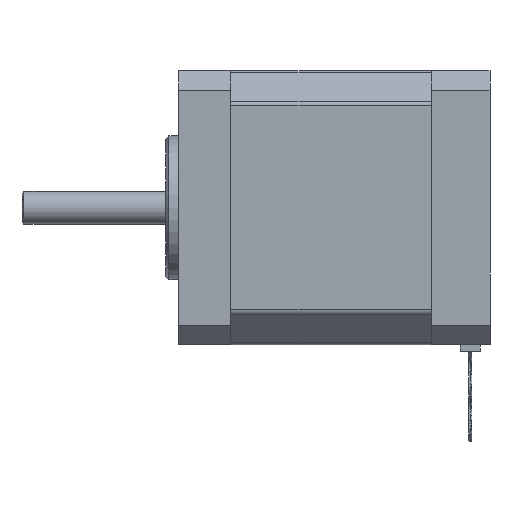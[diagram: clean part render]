
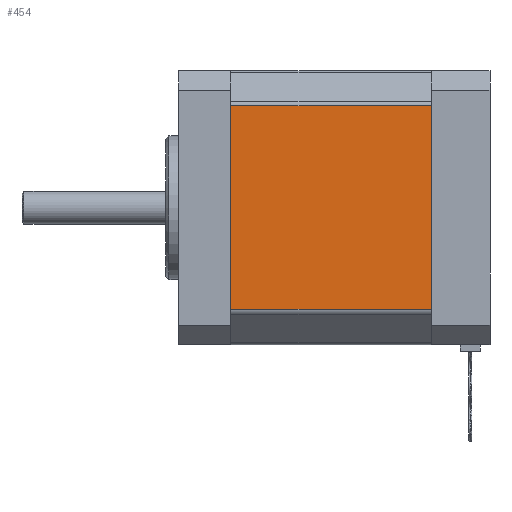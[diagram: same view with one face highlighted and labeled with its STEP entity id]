
A CAD part, front view. The second image highlights one B-rep face of the part: STEP entity #454.
In plain terms, the highlighted planar face has unit normal (0, -1, 0).
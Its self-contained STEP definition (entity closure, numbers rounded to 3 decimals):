
#454 = ADVANCED_FACE ( 'NONE', ( #2775 ), #5275, .T. ) ;
#553 = EDGE_CURVE ( 'NONE', #2564, #6739, #3733, .T. ) ;
#1263 = ORIENTED_EDGE ( 'NONE', *, *, #7044, .T. ) ;
#1368 = ORIENTED_EDGE ( 'NONE', *, *, #2910, .T. ) ;
#1494 = VECTOR ( 'NONE', #2525, 1000. ) ;
#1581 = CARTESIAN_POINT ( 'NONE',  ( -9., -21., 15.586 ) ) ;
#1627 = AXIS2_PLACEMENT_3D ( 'NONE', #4773, #1672, #4816 ) ;
#1672 = DIRECTION ( 'NONE',  ( 0., -1., 0. ) ) ;
#2319 = CARTESIAN_POINT ( 'NONE',  ( -9., -21., 15.586 ) ) ;
#2525 = DIRECTION ( 'NONE',  ( 0., 0., -1. ) ) ;
#2564 = VERTEX_POINT ( 'NONE', #2319 ) ;
#2711 = ORIENTED_EDGE ( 'NONE', *, *, #5935, .F. ) ;
#2775 = FACE_OUTER_BOUND ( 'NONE', #3689, .T. ) ;
#2777 = CARTESIAN_POINT ( 'NONE',  ( -39.7, -21., -15.586 ) ) ;
#2910 = EDGE_CURVE ( 'NONE', #2564, #4323, #6062, .T. ) ;
#2962 = VECTOR ( 'NONE', #6553, 1000. ) ;
#3689 = EDGE_LOOP ( 'NONE', ( #2711, #1263, #6290, #1368 ) ) ;
#3733 = LINE ( 'NONE', #5622, #1494 ) ;
#4194 = VERTEX_POINT ( 'NONE', #2777 ) ;
#4267 = DIRECTION ( 'NONE',  ( 0., 0., 1. ) ) ;
#4323 = VERTEX_POINT ( 'NONE', #4571 ) ;
#4485 = VECTOR ( 'NONE', #4267, 1000. ) ;
#4571 = CARTESIAN_POINT ( 'NONE',  ( -39.7, -21., 15.586 ) ) ;
#4773 = CARTESIAN_POINT ( 'NONE',  ( -9., -21., 21. ) ) ;
#4816 = DIRECTION ( 'NONE',  ( 0., 0., -1. ) ) ;
#4916 = VECTOR ( 'NONE', #7035, 1000. ) ;
#5243 = LINE ( 'NONE', #7723, #4916 ) ;
#5275 = PLANE ( 'NONE',  #1627 ) ;
#5483 = CARTESIAN_POINT ( 'NONE',  ( -9., -21., -15.586 ) ) ;
#5622 = CARTESIAN_POINT ( 'NONE',  ( -9., -21., 21. ) ) ;
#5935 = EDGE_CURVE ( 'NONE', #4194, #4323, #7494, .T. ) ;
#6062 = LINE ( 'NONE', #1581, #2962 ) ;
#6290 = ORIENTED_EDGE ( 'NONE', *, *, #553, .F. ) ;
#6553 = DIRECTION ( 'NONE',  ( -1., 0., 0. ) ) ;
#6739 = VERTEX_POINT ( 'NONE', #5483 ) ;
#6795 = CARTESIAN_POINT ( 'NONE',  ( -39.7, -21., 21. ) ) ;
#7035 = DIRECTION ( 'NONE',  ( 1., 0., 0. ) ) ;
#7044 = EDGE_CURVE ( 'NONE', #4194, #6739, #5243, .T. ) ;
#7494 = LINE ( 'NONE', #6795, #4485 ) ;
#7723 = CARTESIAN_POINT ( 'NONE',  ( -9., -21., -15.586 ) ) ;
